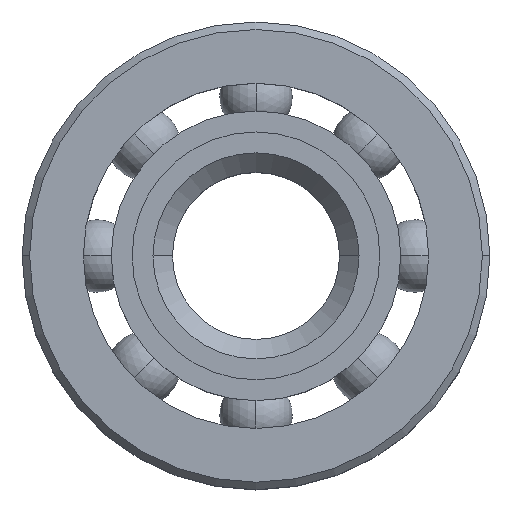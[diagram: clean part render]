
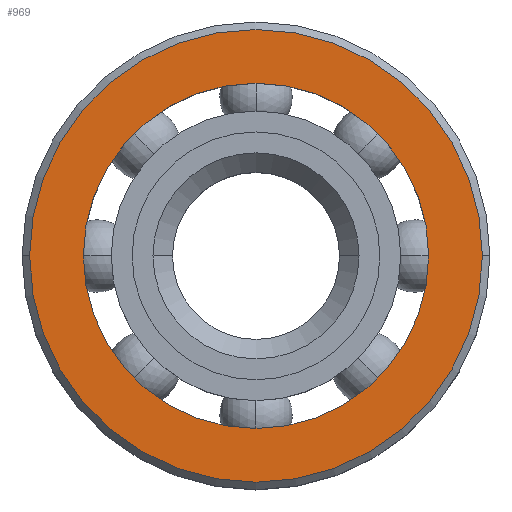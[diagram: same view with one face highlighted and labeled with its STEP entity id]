
A CAD part, top view. The second image highlights one B-rep face of the part: STEP entity #969.
In plain terms, the highlighted planar face has unit normal (0, 0, 1).
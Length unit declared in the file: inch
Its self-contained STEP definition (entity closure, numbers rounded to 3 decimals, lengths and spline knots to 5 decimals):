
#8 = EDGE_CURVE ( 'NONE', #194, #182, #379, .T. ) ;
#11 = AXIS2_PLACEMENT_3D ( 'NONE', #477, #920, #480 ) ;
#19 = CARTESIAN_POINT ( 'NONE',  ( -0.32297, 0., 0.14063 ) ) ;
#21 = DIRECTION ( 'NONE',  ( 0., 0., 1. ) ) ;
#57 = ORIENTED_EDGE ( 'NONE', *, *, #994, .T. ) ;
#73 = ORIENTED_EDGE ( 'NONE', *, *, #788, .F. ) ;
#91 = AXIS2_PLACEMENT_3D ( 'NONE', #443, #895, #780 ) ;
#111 = AXIS2_PLACEMENT_3D ( 'NONE', #202, #444, #1450 ) ;
#182 = VERTEX_POINT ( 'NONE', #19 ) ;
#194 = VERTEX_POINT ( 'NONE', #591 ) ;
#202 = CARTESIAN_POINT ( 'NONE',  ( 0., 0., 0.14063 ) ) ;
#224 = CARTESIAN_POINT ( 'NONE',  ( -0.42344, 0., 0.14063 ) ) ;
#260 = AXIS2_PLACEMENT_3D ( 'NONE', #1372, #21, #471 ) ;
#307 = DIRECTION ( 'NONE',  ( 0., 0., 1. ) ) ;
#314 = ORIENTED_EDGE ( 'NONE', *, *, #8, .F. ) ;
#379 = CIRCLE ( 'NONE', #91, 0.32297 ) ;
#415 = ORIENTED_EDGE ( 'NONE', *, *, #521, .T. ) ;
#443 = CARTESIAN_POINT ( 'NONE',  ( 0., 0., 0.14063 ) ) ;
#444 = DIRECTION ( 'NONE',  ( 0., 0., 1. ) ) ;
#471 = DIRECTION ( 'NONE',  ( 1., 0., 0. ) ) ;
#477 = CARTESIAN_POINT ( 'NONE',  ( 0., 0.42344, 0.14063 ) ) ;
#480 = DIRECTION ( 'NONE',  ( -1., 0., 0. ) ) ;
#521 = EDGE_CURVE ( 'NONE', #1015, #935, #595, .T. ) ;
#563 = CIRCLE ( 'NONE', #111, 0.32297 ) ;
#591 = CARTESIAN_POINT ( 'NONE',  ( 0.32297, 0., 0.14063 ) ) ;
#595 = CIRCLE ( 'NONE', #1373, 0.42344 ) ;
#630 = FACE_BOUND ( 'NONE', #1010, .T. ) ;
#680 = EDGE_LOOP ( 'NONE', ( #57, #415 ) ) ;
#747 = DIRECTION ( 'NONE',  ( 1., 0., 0. ) ) ;
#780 = DIRECTION ( 'NONE',  ( 1., 0., 0. ) ) ;
#788 = EDGE_CURVE ( 'NONE', #182, #194, #563, .T. ) ;
#864 = CARTESIAN_POINT ( 'NONE',  ( 0., 0., 0.14063 ) ) ;
#895 = DIRECTION ( 'NONE',  ( 0., 0., 1. ) ) ;
#896 = CIRCLE ( 'NONE', #260, 0.42344 ) ;
#920 = DIRECTION ( 'NONE',  ( 0., 0., -1. ) ) ;
#935 = VERTEX_POINT ( 'NONE', #224 ) ;
#969 = ADVANCED_FACE ( 'NONE', ( #630, #1416 ), #1151, .F. ) ;
#994 = EDGE_CURVE ( 'NONE', #935, #1015, #896, .T. ) ;
#1010 = EDGE_LOOP ( 'NONE', ( #314, #73 ) ) ;
#1015 = VERTEX_POINT ( 'NONE', #1166 ) ;
#1151 = PLANE ( 'NONE',  #11 ) ;
#1166 = CARTESIAN_POINT ( 'NONE',  ( 0.42344, 0., 0.14063 ) ) ;
#1372 = CARTESIAN_POINT ( 'NONE',  ( 0., 0., 0.14063 ) ) ;
#1373 = AXIS2_PLACEMENT_3D ( 'NONE', #864, #307, #747 ) ;
#1416 = FACE_OUTER_BOUND ( 'NONE', #680, .T. ) ;
#1450 = DIRECTION ( 'NONE',  ( 1., 0., 0. ) ) ;
